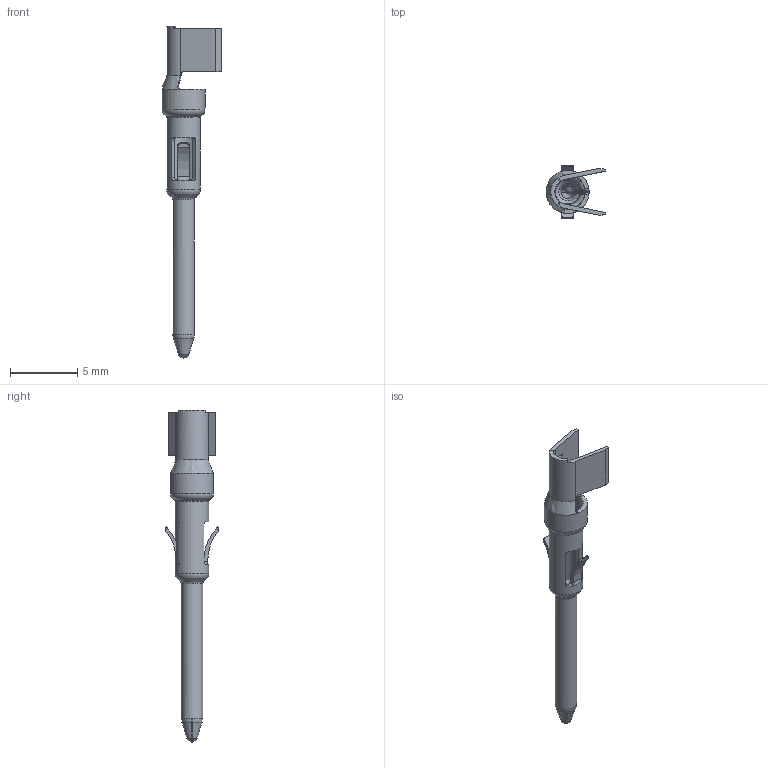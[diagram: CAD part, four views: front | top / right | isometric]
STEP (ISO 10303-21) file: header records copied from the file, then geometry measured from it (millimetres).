
FILE_DESCRIPTION(('Creo Elements/Direct Modeling STEP Export'),'2;1');
FILE_NAME('37jbk2e5prlj91d2380','2023-03-23T11:13:08',(''),(''),'Creo Elements/Direct Modeling STEP processor for AP214 (Solid Model)','Creo Elements/Direct Modeling 20.1B 02-Apr-2019 (C) Parametric Technology GmbH','');
FILE_SCHEMA(('AUTOMOTIVE_DESIGN { 1 0 10303 214 1 1 1 1 }'));
Length unit declared in the file: millimetre
Products named in the file (2): SDMA_2.5
Assembly tree (1 placements, depth 2):
  SDMA_2.5
    SDMA_2.5
Bounding box: 4.45 x 3.97 x 24.7 mm (x, y, z)
Volume: 39.6 mm3; surface area: 313.2 mm2
Topology: 1 solids, 1 shells, 208 faces, 583 edges, 359 vertices
Faces by surface type: cylinder 91, plane 66, sphere 21, torus 18, bspline 6, cone 6
Entity records: 12645 total; most frequent: CARTESIAN_POINT 5938, ORIENTED_EDGE 1132, DIRECTION 914, EDGE_CURVE 566, VERTEX_POINT 359, AXIS2_PLACEMENT_3D 342, VECTOR 230, LINE 230
